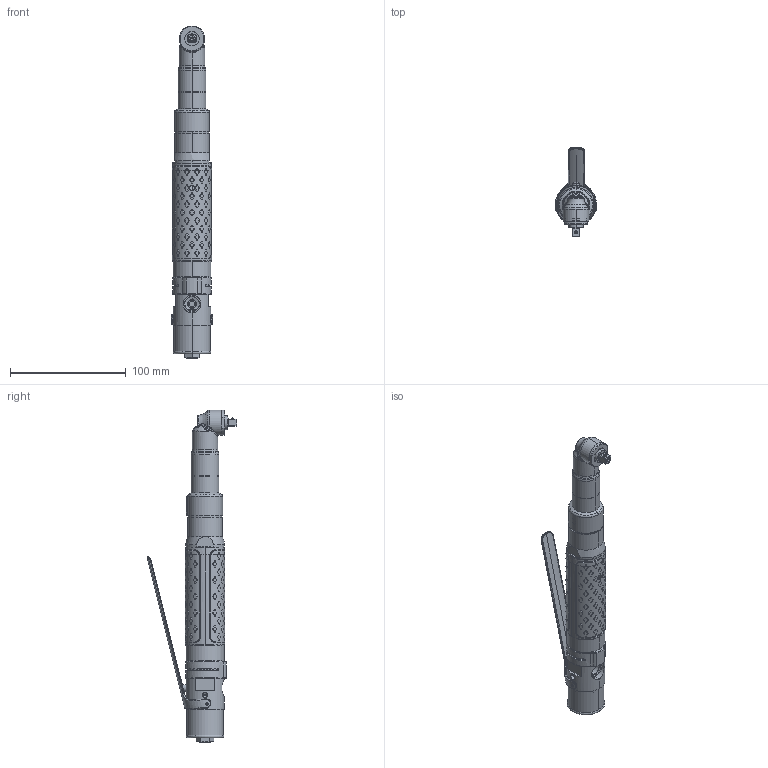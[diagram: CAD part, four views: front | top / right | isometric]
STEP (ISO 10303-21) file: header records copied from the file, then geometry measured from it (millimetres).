
FILE_DESCRIPTION((''),'2;1');
FILE_NAME('8431027933_ASM','2013-02-13T',('toomap'),(''),'PRO/ENGINEER BY PARAMETRIC TECHNOLOGY CORPORATION, 2011410','PRO/ENGINEER BY PARAMETRIC TECHNOLOGY CORPORATION, 2011410','');
FILE_SCHEMA(('CONFIG_CONTROL_DESIGN', 'GEOMETRIC_VALIDATION_PROPERTIES_MIM'));
Length unit declared in the file: millimetre
Products named in the file (23): 4210438401; 4210288804; 4210288889_ASM; 4210288887_ASM; 4210174500; 4210186800; 4210174581_ASM; 4210024503; 4210024562_ASM; 4210258302; 4210230605; 4210438481_ASM; 4210438550_GUMMI; 4210438550_ASM; 4210438601; 4210385702_MED; 0516420900; 4210386000_MED; 4220336935; 4210236903; 4210385795_ASM; 4210200800_AF0; 8431027933_ASM
Assembly tree (22 placements, depth 5):
  8431027933_ASM
    4210438481_ASM
      4210438401
      4210288887_ASM
        4210288889_ASM
          4210288804
      4210174581_ASM
        4210174500
        4210186800
      4210024562_ASM
        4210024503
      4210258302
      4210230605
    4210438550_ASM
      4210438550_GUMMI
    4210438601
    4210385795_ASM
      4210385702_MED
      0516420900
      4210386000_MED
      4220336935
      4210236903
    4210200800_AF0
Bounding box: 35.58 x 77.76 x 287.1 mm (x, y, z)
Volume: 82978.2 mm3; surface area: 85656.5 mm2
Topology: 15 solids, 15 shells, 1679 faces, 4313 edges, 2766 vertices
Faces by surface type: plane 542, cone 492, cylinder 439, bspline 106, torus 88, sphere 12
Entity records: 76127 total; most frequent: CARTESIAN_POINT 26261, ORIENTED_EDGE 8598, DIRECTION 6419, EDGE_CURVE 4299, PRESENTATION_STYLE_ASSIGNMENT 3783, STYLED_ITEM 3783, CURVE_STYLE 3772, VERTEX_POINT 2766
